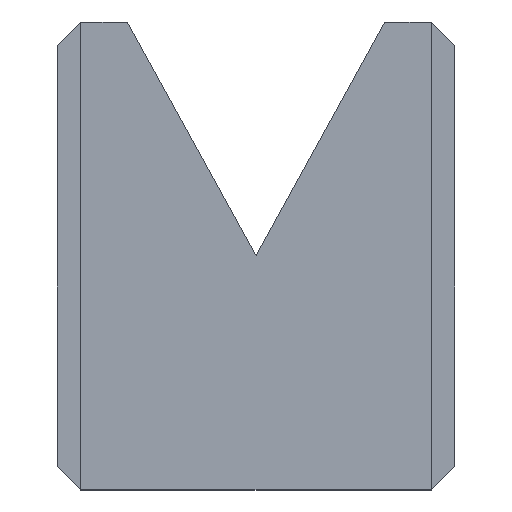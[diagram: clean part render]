
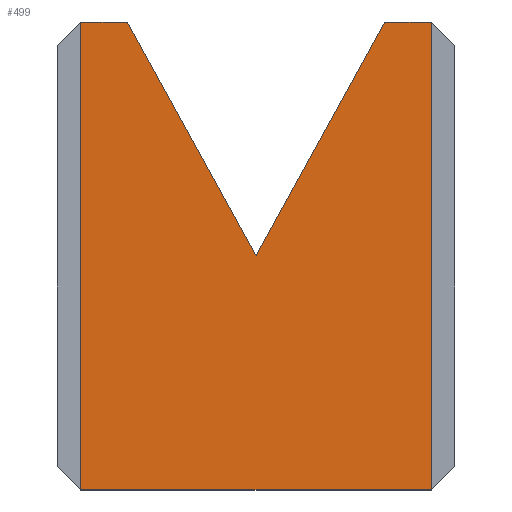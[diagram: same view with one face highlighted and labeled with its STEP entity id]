
A CAD part, top view. The second image highlights one B-rep face of the part: STEP entity #499.
In plain terms, the highlighted planar face has unit normal (0, 0, 1).
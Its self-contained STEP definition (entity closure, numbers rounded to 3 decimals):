
#28=FACE_OUTER_BOUND('',#58,.T.);
#58=EDGE_LOOP('',(#366,#367,#368,#369,#370,#371,#372));
#86=LINE('',#715,#153);
#90=LINE('',#726,#157);
#99=LINE('',#741,#166);
#111=LINE('',#765,#178);
#112=LINE('',#769,#179);
#113=LINE('',#770,#180);
#114=LINE('',#771,#181);
#153=VECTOR('',#578,1.);
#157=VECTOR('',#586,1.);
#166=VECTOR('',#599,1.);
#178=VECTOR('',#619,1.);
#179=VECTOR('',#622,1.);
#180=VECTOR('',#623,1.);
#181=VECTOR('',#624,1.);
#220=VERTEX_POINT('',#712);
#221=VERTEX_POINT('',#714);
#225=VERTEX_POINT('',#723);
#226=VERTEX_POINT('',#725);
#238=VERTEX_POINT('',#763);
#239=VERTEX_POINT('',#767);
#240=VERTEX_POINT('',#768);
#262=EDGE_CURVE('',#221,#220,#86,.T.);
#267=EDGE_CURVE('',#226,#225,#90,.T.);
#276=EDGE_CURVE('',#225,#221,#99,.T.);
#288=EDGE_CURVE('',#220,#238,#111,.T.);
#289=EDGE_CURVE('',#239,#240,#112,.T.);
#290=EDGE_CURVE('',#240,#226,#113,.T.);
#291=EDGE_CURVE('',#238,#239,#114,.T.);
#366=ORIENTED_EDGE('',*,*,#289,.T.);
#367=ORIENTED_EDGE('',*,*,#290,.T.);
#368=ORIENTED_EDGE('',*,*,#267,.T.);
#369=ORIENTED_EDGE('',*,*,#276,.T.);
#370=ORIENTED_EDGE('',*,*,#262,.T.);
#371=ORIENTED_EDGE('',*,*,#288,.T.);
#372=ORIENTED_EDGE('',*,*,#291,.T.);
#471=PLANE('',#546);
#499=ADVANCED_FACE('',(#28),#471,.T.);
#546=AXIS2_PLACEMENT_3D('',#766,#620,#621);
#578=DIRECTION('',(1.,0.,0.));
#586=DIRECTION('',(-1.,0.,0.));
#599=DIRECTION('',(0.,-1.,0.));
#619=DIRECTION('',(0.,1.,0.));
#620=DIRECTION('center_axis',(0.,0.,1.));
#621=DIRECTION('ref_axis',(-1.,0.,0.));
#622=DIRECTION('',(-0.482,-0.876,0.));
#623=DIRECTION('',(-0.482,0.876,0.));
#624=DIRECTION('',(-1.,0.,0.));
#712=CARTESIAN_POINT('',(15.,-20.,20.));
#714=CARTESIAN_POINT('',(-15.,-20.,20.));
#715=CARTESIAN_POINT('',(-15.,-20.,20.));
#723=CARTESIAN_POINT('',(-15.,20.,20.));
#725=CARTESIAN_POINT('',(-11.,20.,20.));
#726=CARTESIAN_POINT('',(-11.,20.,20.));
#741=CARTESIAN_POINT('',(-15.,20.,20.));
#763=CARTESIAN_POINT('',(15.,20.,20.));
#765=CARTESIAN_POINT('',(15.,-20.,20.));
#766=CARTESIAN_POINT('Origin',(0.,0.,20.));
#767=CARTESIAN_POINT('',(11.,20.,20.));
#768=CARTESIAN_POINT('',(0.,0.,20.));
#769=CARTESIAN_POINT('',(11.,20.,20.));
#770=CARTESIAN_POINT('',(0.,0.,20.));
#771=CARTESIAN_POINT('',(15.,20.,20.));
